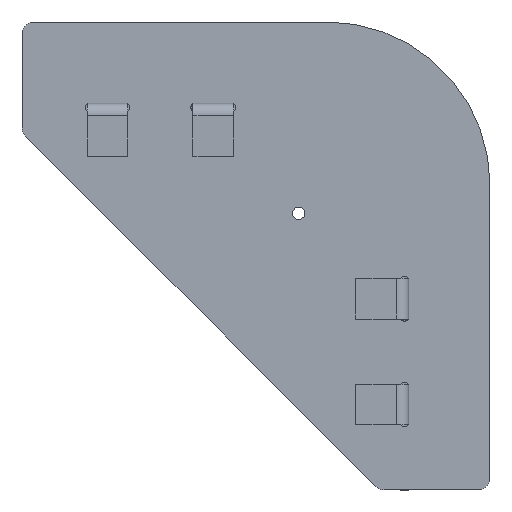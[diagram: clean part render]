
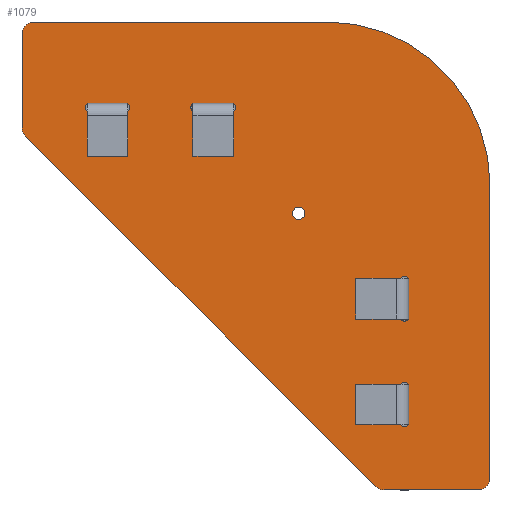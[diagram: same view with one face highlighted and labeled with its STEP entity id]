
A CAD part, front view. The second image highlights one B-rep face of the part: STEP entity #1079.
In plain terms, the highlighted planar face has unit normal (0, -1, 0).
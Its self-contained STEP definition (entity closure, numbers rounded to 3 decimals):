
#75=CARTESIAN_POINT('',(61.667,-0.,-137.102));
#76=VERTEX_POINT('',#75);
#83=CARTESIAN_POINT('',(58.667,-0.,-134.102));
#84=VERTEX_POINT('',#83);
#85=CARTESIAN_POINT('',(61.667,-0.,-134.102));
#86=DIRECTION('',(-0.,1.,-0.));
#87=DIRECTION('',(1.,0.,-0.));
#88=AXIS2_PLACEMENT_3D('',#85,#86,#87);
#89=CIRCLE('',#88,3.);
#90=EDGE_CURVE('',#76,#84,#89,.T.);
#114=CARTESIAN_POINT('',(133.667,-0.,-137.102));
#115=VERTEX_POINT('',#114);
#122=CARTESIAN_POINT('',(61.667,-0.,-137.102));
#123=DIRECTION('',(1.,0.,-0.));
#124=VECTOR('',#123,720.);
#125=LINE('',#122,#124);
#126=EDGE_CURVE('',#76,#115,#125,.T.);
#146=CARTESIAN_POINT('',(173.667,-0.,-97.102));
#147=VERTEX_POINT('',#146);
#154=CARTESIAN_POINT('',(133.667,-0.,-97.102));
#155=DIRECTION('',(-0.,1.,-0.));
#156=DIRECTION('',(1.,0.,-0.));
#157=AXIS2_PLACEMENT_3D('',#154,#155,#156);
#158=CIRCLE('',#157,40.);
#159=EDGE_CURVE('',#147,#115,#158,.T.);
#178=CARTESIAN_POINT('',(173.667,0.,-25.102));
#179=VERTEX_POINT('',#178);
#186=CARTESIAN_POINT('',(173.667,-0.,-97.102));
#187=DIRECTION('',(-0.,0.,1.));
#188=VECTOR('',#187,720.);
#189=LINE('',#186,#188);
#190=EDGE_CURVE('',#147,#179,#189,.T.);
#210=CARTESIAN_POINT('',(170.667,0.,-22.102));
#211=VERTEX_POINT('',#210);
#218=CARTESIAN_POINT('',(170.667,0.,-25.102));
#219=DIRECTION('',(-0.,1.,-0.));
#220=DIRECTION('',(1.,0.,-0.));
#221=AXIS2_PLACEMENT_3D('',#218,#219,#220);
#222=CIRCLE('',#221,3.);
#223=EDGE_CURVE('',#211,#179,#222,.T.);
#242=CARTESIAN_POINT('',(147.667,0.,-22.102));
#243=VERTEX_POINT('',#242);
#250=CARTESIAN_POINT('',(170.667,0.,-22.102));
#251=DIRECTION('',(-1.,-0.,0.));
#252=VECTOR('',#251,230.);
#253=LINE('',#250,#252);
#254=EDGE_CURVE('',#211,#243,#253,.T.);
#274=CARTESIAN_POINT('',(145.545,0.,-22.981));
#275=VERTEX_POINT('',#274);
#282=CARTESIAN_POINT('',(147.667,0.,-25.102));
#283=DIRECTION('',(-0.,1.,-0.));
#284=DIRECTION('',(1.,0.,-0.));
#285=AXIS2_PLACEMENT_3D('',#282,#283,#284);
#286=CIRCLE('',#285,3.);
#287=EDGE_CURVE('',#275,#243,#286,.T.);
#306=CARTESIAN_POINT('',(59.545,-0.,-108.981));
#307=VERTEX_POINT('',#306);
#314=CARTESIAN_POINT('',(145.545,0.,-22.981));
#315=DIRECTION('',(-0.707,-0.,-0.707));
#316=VECTOR('',#315,1216.224);
#317=LINE('',#314,#316);
#318=EDGE_CURVE('',#275,#307,#317,.T.);
#338=CARTESIAN_POINT('',(58.667,-0.,-111.102));
#339=VERTEX_POINT('',#338);
#346=CARTESIAN_POINT('',(61.667,-0.,-111.102));
#347=DIRECTION('',(-0.,1.,-0.));
#348=DIRECTION('',(1.,0.,-0.));
#349=AXIS2_PLACEMENT_3D('',#346,#347,#348);
#350=CIRCLE('',#349,3.);
#351=EDGE_CURVE('',#339,#307,#350,.T.);
#369=CARTESIAN_POINT('',(58.667,-0.,-66.102));
#370=DIRECTION('',(-0.,-0.,-1.));
#371=VECTOR('',#370,230.);
#372=LINE('',#369,#371);
#373=EDGE_CURVE('',#339,#84,#372,.T.);
#395=CARTESIAN_POINT('',(153.667,0.,-38.602));
#396=VERTEX_POINT('',#395);
#403=CARTESIAN_POINT('',(151.667,0.,-38.602));
#404=VERTEX_POINT('',#403);
#405=CARTESIAN_POINT('',(152.667,0.,-38.602));
#406=DIRECTION('',(-0.,1.,-0.));
#407=DIRECTION('',(1.,0.,-0.));
#408=AXIS2_PLACEMENT_3D('',#405,#406,#407);
#409=CIRCLE('',#408,1.);
#410=EDGE_CURVE('',#404,#396,#409,.T.);
#434=CARTESIAN_POINT('',(153.667,0.,-47.602));
#435=VERTEX_POINT('',#434);
#442=CARTESIAN_POINT('',(153.667,0.,-47.602));
#443=DIRECTION('',(0.,0.,1.));
#444=VECTOR('',#443,90.);
#445=LINE('',#442,#444);
#446=EDGE_CURVE('',#435,#396,#445,.T.);
#466=CARTESIAN_POINT('',(151.667,0.,-47.602));
#467=VERTEX_POINT('',#466);
#474=CARTESIAN_POINT('',(152.667,0.,-47.602));
#475=DIRECTION('',(-0.,1.,-0.));
#476=DIRECTION('',(1.,0.,-0.));
#477=AXIS2_PLACEMENT_3D('',#474,#475,#476);
#478=CIRCLE('',#477,1.);
#479=EDGE_CURVE('',#435,#467,#478,.T.);
#497=CARTESIAN_POINT('',(151.667,0.,-38.602));
#498=DIRECTION('',(-0.,-0.,-1.));
#499=VECTOR('',#498,90.);
#500=LINE('',#497,#499);
#501=EDGE_CURVE('',#404,#467,#500,.T.);
#523=CARTESIAN_POINT('',(153.667,-0.,-64.602));
#524=VERTEX_POINT('',#523);
#531=CARTESIAN_POINT('',(151.667,-0.,-64.602));
#532=VERTEX_POINT('',#531);
#533=CARTESIAN_POINT('',(152.667,-0.,-64.602));
#534=DIRECTION('',(-0.,1.,-0.));
#535=DIRECTION('',(1.,0.,-0.));
#536=AXIS2_PLACEMENT_3D('',#533,#534,#535);
#537=CIRCLE('',#536,1.);
#538=EDGE_CURVE('',#532,#524,#537,.T.);
#562=CARTESIAN_POINT('',(153.667,-0.,-73.602));
#563=VERTEX_POINT('',#562);
#570=CARTESIAN_POINT('',(153.667,-0.,-73.602));
#571=DIRECTION('',(0.,0.,1.));
#572=VECTOR('',#571,90.);
#573=LINE('',#570,#572);
#574=EDGE_CURVE('',#563,#524,#573,.T.);
#594=CARTESIAN_POINT('',(151.667,-0.,-73.602));
#595=VERTEX_POINT('',#594);
#602=CARTESIAN_POINT('',(152.667,-0.,-73.602));
#603=DIRECTION('',(-0.,1.,-0.));
#604=DIRECTION('',(1.,0.,-0.));
#605=AXIS2_PLACEMENT_3D('',#602,#603,#604);
#606=CIRCLE('',#605,1.);
#607=EDGE_CURVE('',#563,#595,#606,.T.);
#625=CARTESIAN_POINT('',(151.667,-0.,-64.602));
#626=DIRECTION('',(-0.,-0.,-1.));
#627=VECTOR('',#626,90.);
#628=LINE('',#625,#627);
#629=EDGE_CURVE('',#532,#595,#628,.T.);
#642=CARTESIAN_POINT('',(100.167,-0.,-116.102));
#643=VERTEX_POINT('',#642);
#659=CARTESIAN_POINT('',(101.167,-0.,-115.102));
#660=VERTEX_POINT('',#659);
#667=CARTESIAN_POINT('',(101.167,-0.,-116.102));
#668=DIRECTION('',(-0.,1.,-0.));
#669=DIRECTION('',(1.,0.,-0.));
#670=AXIS2_PLACEMENT_3D('',#667,#668,#669);
#671=CIRCLE('',#670,1.);
#672=EDGE_CURVE('',#643,#660,#671,.T.);
#690=CARTESIAN_POINT('',(110.167,-0.,-115.102));
#691=VERTEX_POINT('',#690);
#698=CARTESIAN_POINT('',(110.167,-0.,-115.102));
#699=DIRECTION('',(-1.,-0.,0.));
#700=VECTOR('',#699,90.);
#701=LINE('',#698,#700);
#702=EDGE_CURVE('',#691,#660,#701,.T.);
#722=CARTESIAN_POINT('',(110.167,-0.,-117.102));
#723=VERTEX_POINT('',#722);
#730=CARTESIAN_POINT('',(110.167,-0.,-116.102));
#731=DIRECTION('',(-0.,1.,-0.));
#732=DIRECTION('',(1.,0.,-0.));
#733=AXIS2_PLACEMENT_3D('',#730,#731,#732);
#734=CIRCLE('',#733,1.);
#735=EDGE_CURVE('',#691,#723,#734,.T.);
#754=CARTESIAN_POINT('',(101.167,-0.,-117.102));
#755=VERTEX_POINT('',#754);
#762=CARTESIAN_POINT('',(101.167,-0.,-117.102));
#763=DIRECTION('',(1.,0.,-0.));
#764=VECTOR('',#763,90.);
#765=LINE('',#762,#764);
#766=EDGE_CURVE('',#755,#723,#765,.T.);
#779=CARTESIAN_POINT('',(74.167,-0.,-116.102));
#780=VERTEX_POINT('',#779);
#796=CARTESIAN_POINT('',(75.167,-0.,-115.102));
#797=VERTEX_POINT('',#796);
#804=CARTESIAN_POINT('',(75.167,-0.,-116.102));
#805=DIRECTION('',(-0.,1.,-0.));
#806=DIRECTION('',(1.,0.,-0.));
#807=AXIS2_PLACEMENT_3D('',#804,#805,#806);
#808=CIRCLE('',#807,1.);
#809=EDGE_CURVE('',#780,#797,#808,.T.);
#827=CARTESIAN_POINT('',(84.167,-0.,-115.102));
#828=VERTEX_POINT('',#827);
#835=CARTESIAN_POINT('',(84.167,-0.,-115.102));
#836=DIRECTION('',(-1.,-0.,0.));
#837=VECTOR('',#836,90.);
#838=LINE('',#835,#837);
#839=EDGE_CURVE('',#828,#797,#838,.T.);
#859=CARTESIAN_POINT('',(84.167,-0.,-117.102));
#860=VERTEX_POINT('',#859);
#867=CARTESIAN_POINT('',(84.167,-0.,-116.102));
#868=DIRECTION('',(-0.,1.,-0.));
#869=DIRECTION('',(1.,0.,-0.));
#870=AXIS2_PLACEMENT_3D('',#867,#868,#869);
#871=CIRCLE('',#870,1.);
#872=EDGE_CURVE('',#828,#860,#871,.T.);
#891=CARTESIAN_POINT('',(75.167,-0.,-117.102));
#892=VERTEX_POINT('',#891);
#899=CARTESIAN_POINT('',(75.167,-0.,-117.102));
#900=DIRECTION('',(1.,0.,-0.));
#901=VECTOR('',#900,90.);
#902=LINE('',#899,#901);
#903=EDGE_CURVE('',#892,#860,#902,.T.);
#916=CARTESIAN_POINT('',(125.167,-0.,-90.102));
#917=VERTEX_POINT('',#916);
#941=CARTESIAN_POINT('',(128.167,-0.,-90.102));
#942=VERTEX_POINT('',#941);
#943=CARTESIAN_POINT('',(126.667,-0.,-90.102));
#944=DIRECTION('',(-0.,1.,-0.));
#945=DIRECTION('',(1.,0.,-0.));
#946=AXIS2_PLACEMENT_3D('',#943,#944,#945);
#947=CIRCLE('',#946,1.5);
#948=EDGE_CURVE('',#942,#917,#947,.T.);
#950=CARTESIAN_POINT('',(126.667,-0.,-90.102));
#951=DIRECTION('',(-0.,1.,-0.));
#952=DIRECTION('',(1.,0.,-0.));
#953=AXIS2_PLACEMENT_3D('',#950,#951,#952);
#954=CIRCLE('',#953,1.5);
#955=EDGE_CURVE('',#917,#942,#954,.T.);
#1020=CARTESIAN_POINT('',(124.968,-0.,-88.403));
#1021=DIRECTION('',(-0.,1.,-0.));
#1022=DIRECTION('',(-0.,0.,1.));
#1023=AXIS2_PLACEMENT_3D('',#1020,#1021,#1022);
#1024=PLANE('',#1023);
#1025=ORIENTED_EDGE('',*,*,#948,.T.);
#1026=ORIENTED_EDGE('',*,*,#955,.T.);
#1027=EDGE_LOOP('',(#1025,#1026));
#1028=FACE_BOUND('',#1027,.T.);
#1029=ORIENTED_EDGE('',*,*,#903,.F.);
#1030=CARTESIAN_POINT('',(75.167,-0.,-116.102));
#1031=DIRECTION('',(-0.,1.,-0.));
#1032=DIRECTION('',(1.,0.,-0.));
#1033=AXIS2_PLACEMENT_3D('',#1030,#1031,#1032);
#1034=CIRCLE('',#1033,1.);
#1035=EDGE_CURVE('',#892,#780,#1034,.T.);
#1036=ORIENTED_EDGE('',*,*,#1035,.T.);
#1037=ORIENTED_EDGE('',*,*,#809,.T.);
#1038=ORIENTED_EDGE('',*,*,#839,.F.);
#1039=ORIENTED_EDGE('',*,*,#872,.T.);
#1040=EDGE_LOOP('',(#1029,#1036,#1037,#1038,#1039));
#1041=FACE_BOUND('',#1040,.T.);
#1042=ORIENTED_EDGE('',*,*,#766,.F.);
#1043=CARTESIAN_POINT('',(101.167,-0.,-116.102));
#1044=DIRECTION('',(-0.,1.,-0.));
#1045=DIRECTION('',(1.,0.,-0.));
#1046=AXIS2_PLACEMENT_3D('',#1043,#1044,#1045);
#1047=CIRCLE('',#1046,1.);
#1048=EDGE_CURVE('',#755,#643,#1047,.T.);
#1049=ORIENTED_EDGE('',*,*,#1048,.T.);
#1050=ORIENTED_EDGE('',*,*,#672,.T.);
#1051=ORIENTED_EDGE('',*,*,#702,.F.);
#1052=ORIENTED_EDGE('',*,*,#735,.T.);
#1053=EDGE_LOOP('',(#1042,#1049,#1050,#1051,#1052));
#1054=FACE_BOUND('',#1053,.T.);
#1055=ORIENTED_EDGE('',*,*,#629,.F.);
#1056=ORIENTED_EDGE('',*,*,#538,.T.);
#1057=ORIENTED_EDGE('',*,*,#574,.F.);
#1058=ORIENTED_EDGE('',*,*,#607,.T.);
#1059=EDGE_LOOP('',(#1055,#1056,#1057,#1058));
#1060=FACE_BOUND('',#1059,.T.);
#1061=ORIENTED_EDGE('',*,*,#501,.F.);
#1062=ORIENTED_EDGE('',*,*,#410,.T.);
#1063=ORIENTED_EDGE('',*,*,#446,.F.);
#1064=ORIENTED_EDGE('',*,*,#479,.T.);
#1065=EDGE_LOOP('',(#1061,#1062,#1063,#1064));
#1066=FACE_BOUND('',#1065,.T.);
#1067=ORIENTED_EDGE('',*,*,#373,.T.);
#1068=ORIENTED_EDGE('',*,*,#90,.F.);
#1069=ORIENTED_EDGE('',*,*,#126,.T.);
#1070=ORIENTED_EDGE('',*,*,#159,.F.);
#1071=ORIENTED_EDGE('',*,*,#190,.T.);
#1072=ORIENTED_EDGE('',*,*,#223,.F.);
#1073=ORIENTED_EDGE('',*,*,#254,.T.);
#1074=ORIENTED_EDGE('',*,*,#287,.F.);
#1075=ORIENTED_EDGE('',*,*,#318,.T.);
#1076=ORIENTED_EDGE('',*,*,#351,.F.);
#1077=EDGE_LOOP('',(#1067,#1068,#1069,#1070,#1071,#1072,#1073,#1074,#1075,#1076));
#1078=FACE_BOUND('',#1077,.T.);
#1079=ADVANCED_FACE('',(#1028,#1041,#1054,#1060,#1066,#1078),#1024,.F.);
